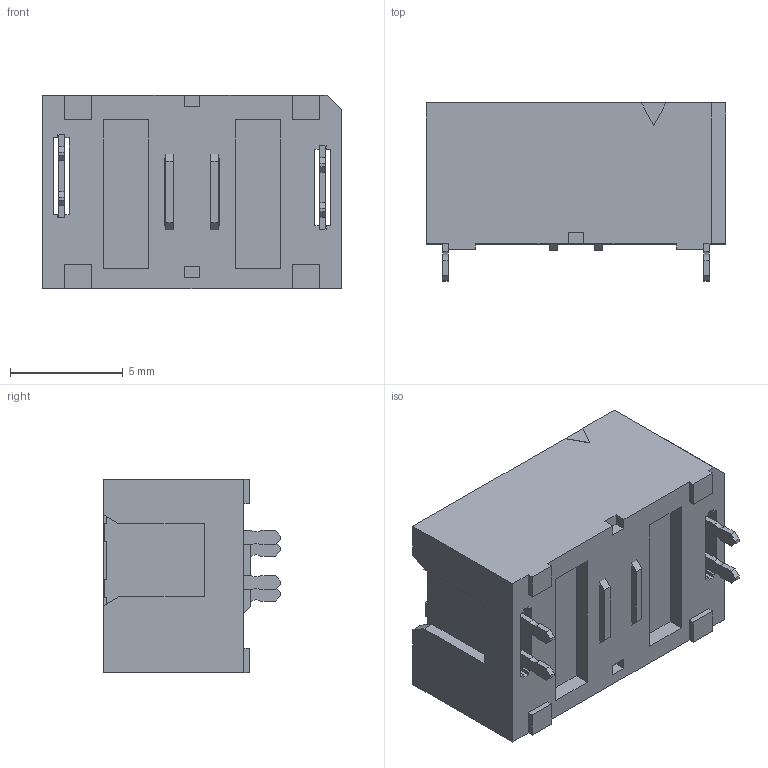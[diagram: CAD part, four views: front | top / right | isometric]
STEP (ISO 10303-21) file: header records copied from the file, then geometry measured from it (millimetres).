
FILE_DESCRIPTION(/* description */ ('STEP AP214'),/* implementation_level */ '2;1');
FILE_NAME(/* name */ 'UMPT-02-02.5-L-V-S-W-M-TR',/* time_stamp */ '2023-03-30T22:48:04+02:00',/* author */ ('License CC BY-ND 4.0'),/* organization */ ('CADENAS'),/* preprocessor_version */ 'ST-DEVELOPER v19.3',/* originating_system */ 'PARTsolutions',/* authorisation */ ' ');
FILE_SCHEMA (('AUTOMOTIVE_DESIGN {1 0 10303 214 3 1 1}'));
Length unit declared in the file: millimetre
Products named in the file (3): UMPT-02-02.5-L-V-S-W-M-TR; UMPT-02-02.5-S-_PINS; 02-02.5-M-W_BODY
Assembly tree (2 placements, depth 2):
  UMPT-02-02.5-L-V-S-W-M-TR
    UMPT-02-02.5-S-_PINS
    02-02.5-M-W_BODY
Bounding box: 13.3 x 7.9 x 8.6 mm (x, y, z)
Volume: 422.5 mm3; surface area: 1024.9 mm2
Topology: 2 solids, 2 shells, 200 faces, 576 edges, 384 vertices
Faces by surface type: plane 192, cylinder 8
Entity records: 6536 total; most frequent: CARTESIAN_POINT 1163, ORIENTED_EDGE 1152, DIRECTION 998, EDGE_CURVE 576, LINE 560, VECTOR 560, VERTEX_POINT 384, AXIS2_PLACEMENT_3D 219
